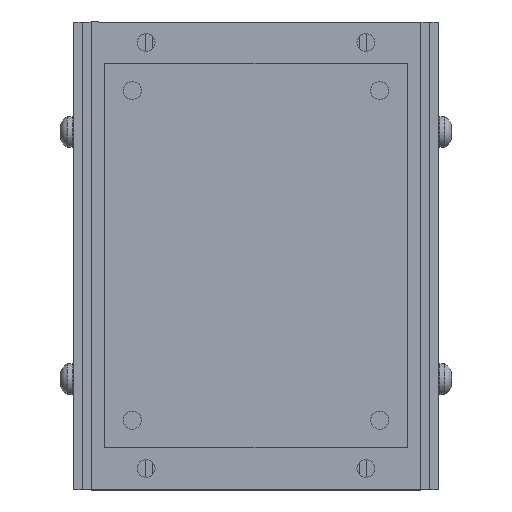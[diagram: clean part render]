
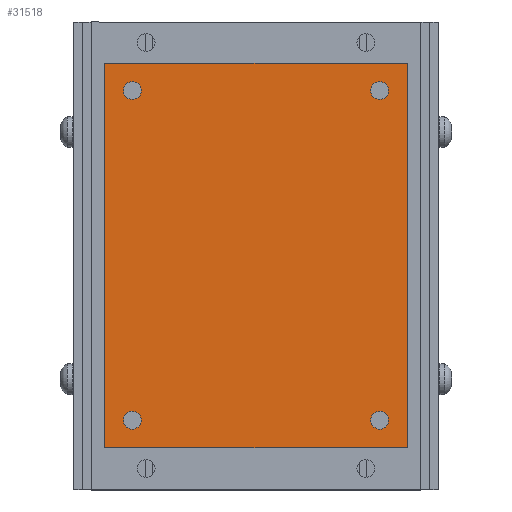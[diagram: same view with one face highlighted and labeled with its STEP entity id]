
A CAD part, top view. The second image highlights one B-rep face of the part: STEP entity #31518.
In plain terms, the highlighted planar face has unit normal (0, 0, 1).
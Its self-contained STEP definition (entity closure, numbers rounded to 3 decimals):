
#4750=VECTOR('',#38002,1.);
#4754=VECTOR('',#38007,1.);
#4757=VECTOR('',#38011,1.);
#4760=VECTOR('',#38015,1.);
#6806=LINE('',#50953,#4750);
#6810=LINE('',#50962,#4754);
#6813=LINE('',#50968,#4757);
#6816=LINE('',#50974,#4760);
#8078=PLANE('',#33729);
#10336=VERTEX_POINT('',#50920);
#10338=VERTEX_POINT('',#50926);
#10340=VERTEX_POINT('',#50932);
#10342=VERTEX_POINT('',#50938);
#10347=VERTEX_POINT('',#50954);
#10348=VERTEX_POINT('',#50955);
#10351=VERTEX_POINT('',#50963);
#10353=VERTEX_POINT('',#50969);
#12096=CIRCLE('',#33703,1.621);
#12098=CIRCLE('',#33707,1.621);
#12100=CIRCLE('',#33711,1.621);
#12102=CIRCLE('',#33715,1.621);
#15187=EDGE_CURVE('',#10336,#10336,#12096,.T.);
#15189=EDGE_CURVE('',#10338,#10338,#12098,.T.);
#15191=EDGE_CURVE('',#10340,#10340,#12100,.T.);
#15193=EDGE_CURVE('',#10342,#10342,#12102,.T.);
#15198=EDGE_CURVE('',#10347,#10348,#6806,.T.);
#15202=EDGE_CURVE('',#10348,#10351,#6810,.T.);
#15205=EDGE_CURVE('',#10351,#10353,#6813,.T.);
#15208=EDGE_CURVE('',#10353,#10347,#6816,.T.);
#22772=ORIENTED_EDGE('',*,*,#15187,.T.);
#22773=ORIENTED_EDGE('',*,*,#15189,.T.);
#22774=ORIENTED_EDGE('',*,*,#15191,.T.);
#22775=ORIENTED_EDGE('',*,*,#15193,.T.);
#22776=ORIENTED_EDGE('',*,*,#15198,.F.);
#22777=ORIENTED_EDGE('',*,*,#15208,.F.);
#22778=ORIENTED_EDGE('',*,*,#15205,.F.);
#22779=ORIENTED_EDGE('',*,*,#15202,.F.);
#27347=EDGE_LOOP('',(#22772));
#27348=EDGE_LOOP('',(#22773));
#27349=EDGE_LOOP('',(#22774));
#27350=EDGE_LOOP('',(#22775));
#27351=EDGE_LOOP('',(#22776,#22777,#22778,#22779));
#29542=FACE_BOUND('',#27347,.T.);
#29543=FACE_BOUND('',#27348,.T.);
#29544=FACE_BOUND('',#27349,.T.);
#29545=FACE_BOUND('',#27350,.T.);
#29546=FACE_BOUND('',#27351,.T.);
#31518=ADVANCED_FACE('',(#29542,#29543,#29544,#29545,#29546),#8078,.T.);
#33703=AXIS2_PLACEMENT_3D('',#50919,#37963,#37964);
#33707=AXIS2_PLACEMENT_3D('',#50925,#37970,#37971);
#33711=AXIS2_PLACEMENT_3D('',#50931,#37977,#37978);
#33715=AXIS2_PLACEMENT_3D('',#50937,#37984,#37985);
#33729=AXIS2_PLACEMENT_3D('',#50976,#38017,$);
#37963=DIRECTION('',(0.,0.,-1.));
#37964=DIRECTION('',(0.,1.621,0.));
#37970=DIRECTION('',(0.,0.,-1.));
#37971=DIRECTION('',(0.,1.621,0.));
#37977=DIRECTION('',(0.,0.,-1.));
#37978=DIRECTION('',(0.,1.621,0.));
#37984=DIRECTION('',(0.,0.,-1.));
#37985=DIRECTION('',(0.,1.621,0.));
#38002=DIRECTION('',(1.,0.,0.));
#38007=DIRECTION('',(0.,-1.,0.));
#38011=DIRECTION('',(-1.,0.,0.));
#38015=DIRECTION('',(0.,1.,0.));
#38017=DIRECTION('',(0.,0.,1.));
#50919=CARTESIAN_POINT('',(-22.5,-30.,9.));
#50920=CARTESIAN_POINT('',(-22.5,-28.379,9.));
#50925=CARTESIAN_POINT('',(22.5,-30.,9.));
#50926=CARTESIAN_POINT('',(22.5,-28.379,9.));
#50931=CARTESIAN_POINT('',(22.5,30.,9.));
#50932=CARTESIAN_POINT('',(22.5,31.621,9.));
#50937=CARTESIAN_POINT('',(-22.5,30.,9.));
#50938=CARTESIAN_POINT('',(-22.5,31.621,9.));
#50953=CARTESIAN_POINT('',(27.5,35.,9.));
#50954=CARTESIAN_POINT('',(-27.5,35.,9.));
#50955=CARTESIAN_POINT('',(27.5,35.,9.));
#50962=CARTESIAN_POINT('',(27.5,-35.,9.));
#50963=CARTESIAN_POINT('',(27.5,-35.,9.));
#50968=CARTESIAN_POINT('',(-27.5,-35.,9.));
#50969=CARTESIAN_POINT('',(-27.5,-35.,9.));
#50974=CARTESIAN_POINT('',(-27.5,35.,9.));
#50976=CARTESIAN_POINT('',(0.,0.,9.));
